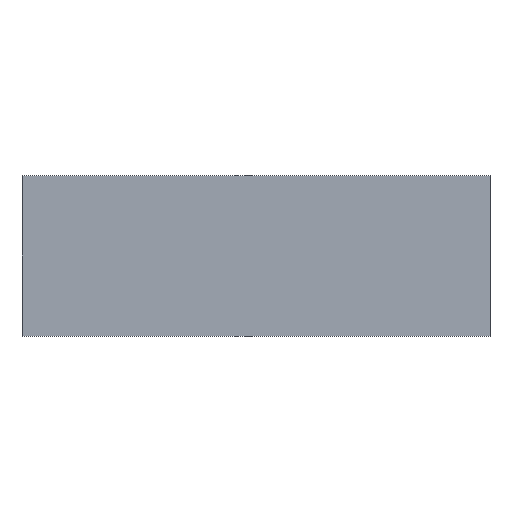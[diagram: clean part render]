
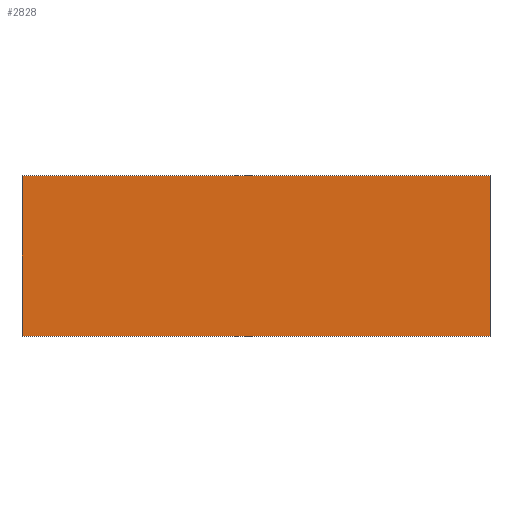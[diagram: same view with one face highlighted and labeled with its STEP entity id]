
A CAD part, front view. The second image highlights one B-rep face of the part: STEP entity #2828.
In plain terms, the highlighted planar face has unit normal (0, -1, 0).
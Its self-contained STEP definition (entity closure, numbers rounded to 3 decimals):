
#2718 = VERTEX_POINT('',#2719);
#2719 = CARTESIAN_POINT('',(-277.,-723.305,
    -17.196));
#2725 = EDGE_CURVE('',#2718,#2726,#2728,.T.);
#2726 = VERTEX_POINT('',#2727);
#2727 = CARTESIAN_POINT('',(-277.,-723.305,
    11.195));
#2728 = LINE('',#2729,#2730);
#2729 = CARTESIAN_POINT('',(-277.,-723.305,
    -10.095));
#2730 = VECTOR('',#2731,1.);
#2731 = DIRECTION('',(0.,0.,1.));
#2828 = ADVANCED_FACE('',(#2829),#2854,.F.);
#2829 = FACE_BOUND('',#2830,.T.);
#2830 = EDGE_LOOP('',(#2831,#2841,#2847,#2848));
#2831 = ORIENTED_EDGE('',*,*,#2832,.T.);
#2832 = EDGE_CURVE('',#2833,#2835,#2837,.T.);
#2833 = VERTEX_POINT('',#2834);
#2834 = CARTESIAN_POINT('',(-194.,-723.305,-17.196));
#2835 = VERTEX_POINT('',#2836);
#2836 = CARTESIAN_POINT('',(-194.,-723.305,11.195));
#2837 = LINE('',#2838,#2839);
#2838 = CARTESIAN_POINT('',(-194.,-723.305,-17.196));
#2839 = VECTOR('',#2840,1.);
#2840 = DIRECTION('',(0.,0.,1.));
#2841 = ORIENTED_EDGE('',*,*,#2842,.T.);
#2842 = EDGE_CURVE('',#2835,#2726,#2843,.T.);
#2843 = LINE('',#2844,#2845);
#2844 = CARTESIAN_POINT('',(-194.,-723.305,11.195));
#2845 = VECTOR('',#2846,1.);
#2846 = DIRECTION('',(-1.,-0.,-0.));
#2847 = ORIENTED_EDGE('',*,*,#2725,.F.);
#2848 = ORIENTED_EDGE('',*,*,#2849,.F.);
#2849 = EDGE_CURVE('',#2833,#2718,#2850,.T.);
#2850 = LINE('',#2851,#2852);
#2851 = CARTESIAN_POINT('',(-194.,-723.305,-17.196));
#2852 = VECTOR('',#2853,1.);
#2853 = DIRECTION('',(-1.,-0.,-0.));
#2854 = PLANE('',#2855);
#2855 = AXIS2_PLACEMENT_3D('',#2856,#2857,#2858);
#2856 = CARTESIAN_POINT('',(-194.,-723.305,-17.196));
#2857 = DIRECTION('',(0.,1.,0.));
#2858 = DIRECTION('',(0.,0.,1.));
